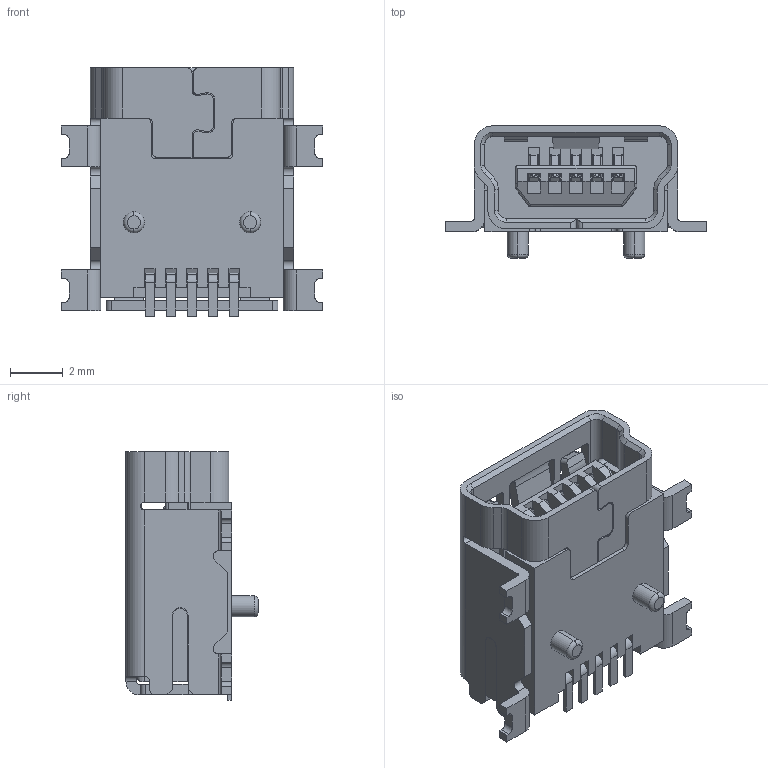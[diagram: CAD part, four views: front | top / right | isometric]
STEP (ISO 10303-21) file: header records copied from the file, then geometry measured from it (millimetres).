
FILE_DESCRIPTION (( 'STEP AP214' ), '1' );
FILE_NAME ('GCT.STEP', '2023-01-09T13:15:13', ( 'Rotor' ), ( '' ), 'SwSTEP 2.0', 'SolidWorks 2012', '' );
FILE_SCHEMA (( 'AUTOMOTIVE_DESIGN' ));
Length unit declared in the file: millimetre
Products named in the file (4): Pin^GCT; Insert^GCT; Case^GCT; GCT
Assembly tree (7 placements, depth 2):
  GCT
    Case^GCT
    Insert^GCT
    Pin^GCT  x5
Bounding box: 9.9 x 5 x 9.4 mm (x, y, z)
Volume: 162.5 mm3; surface area: 749.3 mm2
Topology: 7 solids, 7 shells, 755 faces, 2066 edges, 1295 vertices
Faces by surface type: plane 426, cylinder 262, torus 34, bspline 20, cone 10, sphere 3
Entity records: 16975 total; most frequent: CARTESIAN_POINT 3347, ORIENTED_EDGE 2934, DIRECTION 2727, EDGE_CURVE 1467, LINE 1109, VECTOR 1109, VERTEX_POINT 943, AXIS2_PLACEMENT_3D 809
